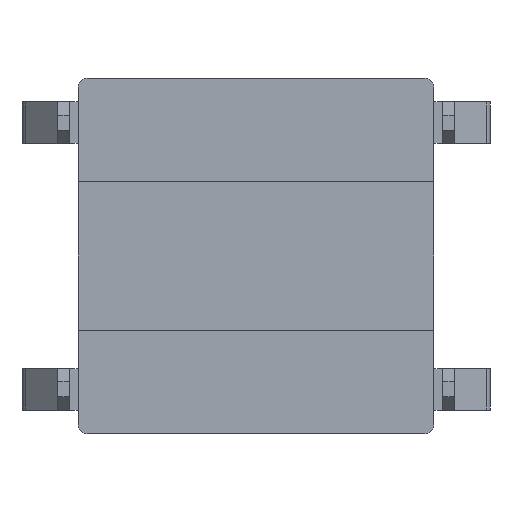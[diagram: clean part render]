
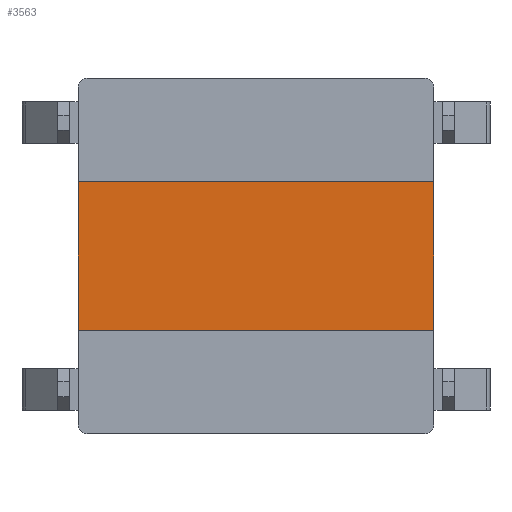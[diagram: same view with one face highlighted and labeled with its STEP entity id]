
A CAD part, front view. The second image highlights one B-rep face of the part: STEP entity #3563.
In plain terms, the highlighted planar face has unit normal (0, -1, 0).
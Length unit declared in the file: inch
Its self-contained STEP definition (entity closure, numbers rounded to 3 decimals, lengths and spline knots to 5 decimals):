
#172 = VECTOR ( 'NONE', #421, 39.37008 ) ;
#176 = FACE_OUTER_BOUND ( 'NONE', #3836, .T. ) ;
#421 = DIRECTION ( 'NONE',  ( 0., 0., 1. ) ) ;
#728 = LINE ( 'NONE', #3817, #2130 ) ;
#869 = EDGE_CURVE ( 'NONE', #3644, #3705, #1802, .T. ) ;
#879 = CARTESIAN_POINT ( 'NONE',  ( -0.11811, 0.00394, 0.04921 ) ) ;
#1062 = CARTESIAN_POINT ( 'NONE',  ( -0.11811, 0.00394, -0.11811 ) ) ;
#1148 = ORIENTED_EDGE ( 'NONE', *, *, #1179, .F. ) ;
#1179 = EDGE_CURVE ( 'NONE', #2512, #2875, #728, .T. ) ;
#1227 = ORIENTED_EDGE ( 'NONE', *, *, #1462, .T. ) ;
#1349 = DIRECTION ( 'NONE',  ( 0., 0., 1. ) ) ;
#1462 = EDGE_CURVE ( 'NONE', #3705, #2875, #2346, .T. ) ;
#1802 = LINE ( 'NONE', #2503, #3464 ) ;
#2032 = VECTOR ( 'NONE', #1349, 39.37008 ) ;
#2130 = VECTOR ( 'NONE', #3148, 39.37008 ) ;
#2338 = EDGE_CURVE ( 'NONE', #3644, #2512, #3043, .T. ) ;
#2346 = LINE ( 'NONE', #3677, #172 ) ;
#2499 = DIRECTION ( 'NONE',  ( 1., 0., 0. ) ) ;
#2503 = CARTESIAN_POINT ( 'NONE',  ( -0.15551, 0.00394, -0.04921 ) ) ;
#2512 = VERTEX_POINT ( 'NONE', #879 ) ;
#2692 = CARTESIAN_POINT ( 'NONE',  ( 0.11811, 0.00394, -0.04921 ) ) ;
#2828 = DIRECTION ( 'NONE',  ( 1., 0., 0. ) ) ;
#2875 = VERTEX_POINT ( 'NONE', #3611 ) ;
#3043 = LINE ( 'NONE', #1062, #2032 ) ;
#3148 = DIRECTION ( 'NONE',  ( 1., 0., 0. ) ) ;
#3260 = CARTESIAN_POINT ( 'NONE',  ( -0.15551, 0.00394, 0.04921 ) ) ;
#3307 = AXIS2_PLACEMENT_3D ( 'NONE', #3260, #4207, #2499 ) ;
#3464 = VECTOR ( 'NONE', #2828, 39.37008 ) ;
#3542 = CARTESIAN_POINT ( 'NONE',  ( -0.11811, 0.00394, -0.04921 ) ) ;
#3560 = PLANE ( 'NONE',  #3307 ) ;
#3563 = ADVANCED_FACE ( 'NONE', ( #176 ), #3560, .F. ) ;
#3611 = CARTESIAN_POINT ( 'NONE',  ( 0.11811, 0.00394, 0.04921 ) ) ;
#3644 = VERTEX_POINT ( 'NONE', #3542 ) ;
#3658 = ORIENTED_EDGE ( 'NONE', *, *, #869, .T. ) ;
#3677 = CARTESIAN_POINT ( 'NONE',  ( 0.11811, 0.00394, 0.04921 ) ) ;
#3705 = VERTEX_POINT ( 'NONE', #2692 ) ;
#3817 = CARTESIAN_POINT ( 'NONE',  ( -0.15551, 0.00394, 0.04921 ) ) ;
#3836 = EDGE_LOOP ( 'NONE', ( #3658, #1227, #1148, #3848 ) ) ;
#3848 = ORIENTED_EDGE ( 'NONE', *, *, #2338, .F. ) ;
#4207 = DIRECTION ( 'NONE',  ( 0., 1., 0. ) ) ;
